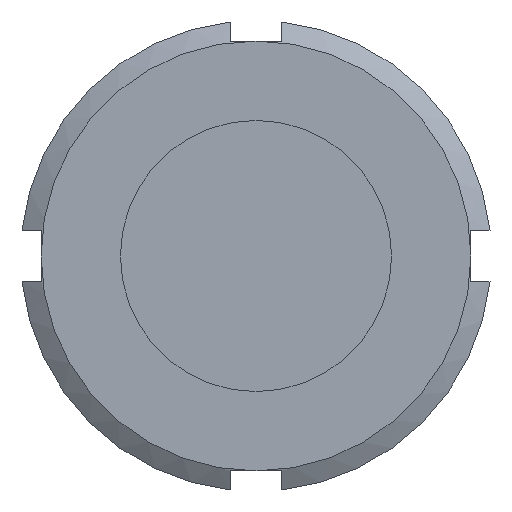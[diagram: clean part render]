
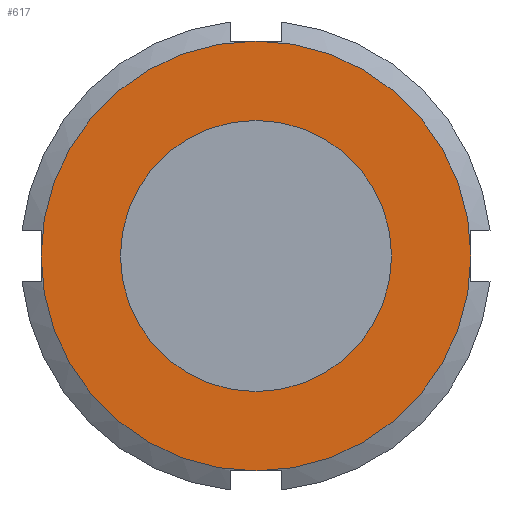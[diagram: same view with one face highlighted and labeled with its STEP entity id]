
A CAD part, left-side view. The second image highlights one B-rep face of the part: STEP entity #617.
In plain terms, the highlighted planar face has unit normal (-1, 0, 0).
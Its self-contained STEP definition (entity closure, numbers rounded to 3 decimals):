
#17 = EDGE_CURVE ( 'NONE', #249, #18, #606, .T. ) ;
#18 = VERTEX_POINT ( 'NONE', #470 ) ;
#249 = VERTEX_POINT ( 'NONE', #1185 ) ;
#272 = CARTESIAN_POINT ( 'NONE',  ( -6., 0., 42. ) ) ;
#279 = VERTEX_POINT ( 'NONE', #1160 ) ;
#299 = VERTEX_POINT ( 'NONE', #1097 ) ;
#430 = EDGE_CURVE ( 'NONE', #451, #299, #1287, .T. ) ;
#438 = VERTEX_POINT ( 'NONE', #272 ) ;
#451 = VERTEX_POINT ( 'NONE', #1602 ) ;
#470 = CARTESIAN_POINT ( 'NONE',  ( -6., 26.5, 0. ) ) ;
#530 = ORIENTED_EDGE ( 'NONE', *, *, #430, .F. ) ;
#531 = EDGE_LOOP ( 'NONE', ( #534, #536 ) ) ;
#534 = ORIENTED_EDGE ( 'NONE', *, *, #17, .F. ) ;
#535 = ORIENTED_EDGE ( 'NONE', *, *, #552, .F. ) ;
#536 = ORIENTED_EDGE ( 'NONE', *, *, #559, .F. ) ;
#537 = ORIENTED_EDGE ( 'NONE', *, *, #582, .F. ) ;
#552 = EDGE_CURVE ( 'NONE', #279, #451, #1613, .T. ) ;
#559 = EDGE_CURVE ( 'NONE', #18, #249, #1517, .T. ) ;
#579 = EDGE_CURVE ( 'NONE', #279, #438, #1630, .T. ) ;
#582 = EDGE_CURVE ( 'NONE', #299, #438, #1664, .T. ) ;
#602 = DIRECTION ( 'NONE',  ( 0., -1., 0. ) ) ;
#603 = DIRECTION ( 'NONE',  ( -1., 0., 0. ) ) ;
#604 = CARTESIAN_POINT ( 'NONE',  ( -6., 0., 0. ) ) ;
#606 = CIRCLE ( 'NONE', #609, 26.5 ) ;
#609 = AXIS2_PLACEMENT_3D ( 'NONE', #604, #603, #602 ) ;
#613 = ORIENTED_EDGE ( 'NONE', *, *, #579, .T. ) ;
#617 = ADVANCED_FACE ( 'NONE', ( #1707, #1699 ), #1712, .F. ) ;
#661 = EDGE_LOOP ( 'NONE', ( #613, #537, #530, #535 ) ) ;
#1097 = CARTESIAN_POINT ( 'NONE',  ( -6., 42., 0. ) ) ;
#1160 = CARTESIAN_POINT ( 'NONE',  ( -6., -42., 0. ) ) ;
#1185 = CARTESIAN_POINT ( 'NONE',  ( -6., -26.5, 0. ) ) ;
#1277 = DIRECTION ( 'NONE',  ( 0., 1., 0. ) ) ;
#1278 = DIRECTION ( 'NONE',  ( 1., 0., 0. ) ) ;
#1282 = CARTESIAN_POINT ( 'NONE',  ( -6., 0., 0. ) ) ;
#1287 = CIRCLE ( 'NONE', #1354, 42. ) ;
#1354 = AXIS2_PLACEMENT_3D ( 'NONE', #1282, #1278, #1277 ) ;
#1514 = DIRECTION ( 'NONE',  ( 0., -1., 0. ) ) ;
#1517 = CIRCLE ( 'NONE', #1524, 26.5 ) ;
#1519 = DIRECTION ( 'NONE',  ( 0., 1., 0. ) ) ;
#1520 = DIRECTION ( 'NONE',  ( 1., 0., 0. ) ) ;
#1521 = AXIS2_PLACEMENT_3D ( 'NONE', #1612, #1520, #1519 ) ;
#1522 = DIRECTION ( 'NONE',  ( -1., 0., 0. ) ) ;
#1523 = CARTESIAN_POINT ( 'NONE',  ( -6., 0., 0. ) ) ;
#1524 = AXIS2_PLACEMENT_3D ( 'NONE', #1523, #1522, #1514 ) ;
#1602 = CARTESIAN_POINT ( 'NONE',  ( -6., 0., -42. ) ) ;
#1612 = CARTESIAN_POINT ( 'NONE',  ( -6., 0., 0. ) ) ;
#1613 = CIRCLE ( 'NONE', #1521, 42. ) ;
#1622 = DIRECTION ( 'NONE',  ( -1., 0., 0. ) ) ;
#1628 = AXIS2_PLACEMENT_3D ( 'NONE', #1663, #1622, #1661 ) ;
#1630 = CIRCLE ( 'NONE', #1628, 42. ) ;
#1656 = AXIS2_PLACEMENT_3D ( 'NONE', #1763, #1762, #1761 ) ;
#1661 = DIRECTION ( 'NONE',  ( 0., -1., 0. ) ) ;
#1663 = CARTESIAN_POINT ( 'NONE',  ( -6., 0., 0. ) ) ;
#1664 = CIRCLE ( 'NONE', #1656, 42. ) ;
#1690 = CARTESIAN_POINT ( 'NONE',  ( -6., 42., 0. ) ) ;
#1699 = FACE_BOUND ( 'NONE', #531, .T. ) ;
#1707 = FACE_OUTER_BOUND ( 'NONE', #661, .T. ) ;
#1712 = PLANE ( 'NONE',  #1714 ) ;
#1714 = AXIS2_PLACEMENT_3D ( 'NONE', #1690, #1754, #1753 ) ;
#1753 = DIRECTION ( 'NONE',  ( 0., 1., 0. ) ) ;
#1754 = DIRECTION ( 'NONE',  ( 1., 0., 0. ) ) ;
#1761 = DIRECTION ( 'NONE',  ( 0., 1., 0. ) ) ;
#1762 = DIRECTION ( 'NONE',  ( 1., 0., 0. ) ) ;
#1763 = CARTESIAN_POINT ( 'NONE',  ( -6., 0., 0. ) ) ;
